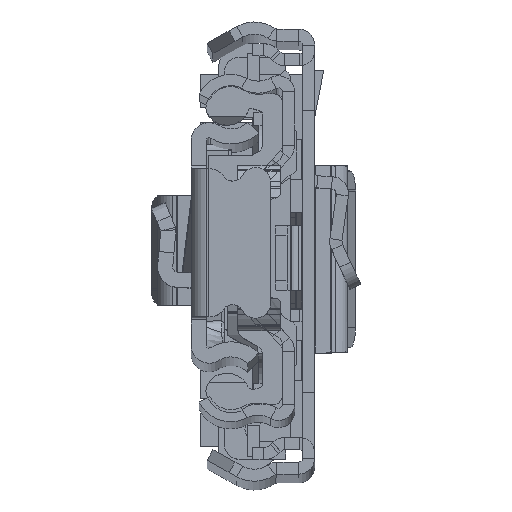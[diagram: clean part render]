
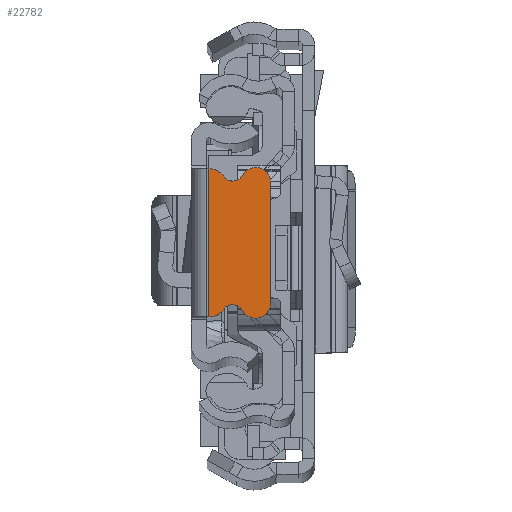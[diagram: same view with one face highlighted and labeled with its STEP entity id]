
A CAD part, top view. The second image highlights one B-rep face of the part: STEP entity #22782.
In plain terms, the highlighted planar face has unit normal (0, 0, 1).
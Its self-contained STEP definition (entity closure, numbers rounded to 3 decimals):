
#1320 = ORIENTED_EDGE ( 'NONE', *, *, #7884, .T. ) ;
#1392 = VERTEX_POINT ( 'NONE', #21852 ) ;
#1507 = CIRCLE ( 'NONE', #28569, 1.5 ) ;
#1807 = EDGE_LOOP ( 'NONE', ( #4887, #7826, #3944, #16067, #32392, #33487, #29104, #1320, #3584, #33090 ) ) ;
#2457 = VERTEX_POINT ( 'NONE', #13416 ) ;
#2557 = CARTESIAN_POINT ( 'NONE',  ( -5.109, -6.713, 0. ) ) ;
#2671 = AXIS2_PLACEMENT_3D ( 'NONE', #27233, #10984, #32518 ) ;
#2765 = CARTESIAN_POINT ( 'NONE',  ( -6.429, 6., 0. ) ) ;
#3241 = LINE ( 'NONE', #10654, #18593 ) ;
#3584 = ORIENTED_EDGE ( 'NONE', *, *, #34075, .T. ) ;
#3636 = VERTEX_POINT ( 'NONE', #20096 ) ;
#3944 = ORIENTED_EDGE ( 'NONE', *, *, #24137, .T. ) ;
#3970 = AXIS2_PLACEMENT_3D ( 'NONE', #10488, #18604, #34276 ) ;
#4849 = CIRCLE ( 'NONE', #5997, 1.5 ) ;
#4887 = ORIENTED_EDGE ( 'NONE', *, *, #20391, .F. ) ;
#4991 = EDGE_CURVE ( 'NONE', #21856, #6136, #17046, .T. ) ;
#5306 = DIRECTION ( 'NONE',  ( 1., 0., 0. ) ) ;
#5997 = AXIS2_PLACEMENT_3D ( 'NONE', #8329, #18757, #29515 ) ;
#6136 = VERTEX_POINT ( 'NONE', #2557 ) ;
#7742 = VERTEX_POINT ( 'NONE', #8433 ) ;
#7826 = ORIENTED_EDGE ( 'NONE', *, *, #8000, .F. ) ;
#7884 = EDGE_CURVE ( 'NONE', #6136, #3636, #19738, .T. ) ;
#8000 = EDGE_CURVE ( 'NONE', #19987, #22996, #3241, .T. ) ;
#8329 = CARTESIAN_POINT ( 'NONE',  ( -1.929, 5.87, 0. ) ) ;
#8433 = CARTESIAN_POINT ( 'NONE',  ( -1.929, -7.37, 0. ) ) ;
#8541 = LINE ( 'NONE', #16862, #20633 ) ;
#9193 = VECTOR ( 'NONE', #32637, 1000. ) ;
#9280 = CARTESIAN_POINT ( 'NONE',  ( -6.429, -6., 0. ) ) ;
#10488 = CARTESIAN_POINT ( 'NONE',  ( -4.142, -7.236, 0. ) ) ;
#10654 = CARTESIAN_POINT ( 'NONE',  ( -1.929, 7.37, 0. ) ) ;
#10984 = DIRECTION ( 'NONE',  ( 0., 0., 1. ) ) ;
#11194 = DIRECTION ( 'NONE',  ( -1., 0., 0. ) ) ;
#12376 = CARTESIAN_POINT ( 'NONE',  ( -1.75, -7.37, 0. ) ) ;
#13242 = VERTEX_POINT ( 'NONE', #19634 ) ;
#13352 = DIRECTION ( 'NONE',  ( -1., 0., 0. ) ) ;
#13416 = CARTESIAN_POINT ( 'NONE',  ( -5.109, 6.713, 0. ) ) ;
#14296 = AXIS2_PLACEMENT_3D ( 'NONE', #9280, #14916, #30800 ) ;
#14916 = DIRECTION ( 'NONE',  ( 0., 0., 1. ) ) ;
#15171 = CARTESIAN_POINT ( 'NONE',  ( -1.75, 7.37, 0. ) ) ;
#15568 = EDGE_CURVE ( 'NONE', #1392, #21856, #25812, .T. ) ;
#16067 = ORIENTED_EDGE ( 'NONE', *, *, #22073, .T. ) ;
#16458 = CARTESIAN_POINT ( 'NONE',  ( -1.929, 7.37, 0. ) ) ;
#16862 = CARTESIAN_POINT ( 'NONE',  ( -1.929, -7.37, 0. ) ) ;
#17046 = CIRCLE ( 'NONE', #14296, 1.5 ) ;
#17535 = DIRECTION ( 'NONE',  ( 0., -1., 0. ) ) ;
#17957 = VERTEX_POINT ( 'NONE', #12376 ) ;
#18593 = VECTOR ( 'NONE', #24577, 1000. ) ;
#18604 = DIRECTION ( 'NONE',  ( 0., 0., -1. ) ) ;
#18757 = DIRECTION ( 'NONE',  ( 0., 0., 1. ) ) ;
#19405 = CARTESIAN_POINT ( 'NONE',  ( -4.142, 7.236, 0. ) ) ;
#19634 = CARTESIAN_POINT ( 'NONE',  ( -3.206, 6.658, 0. ) ) ;
#19635 = VECTOR ( 'NONE', #17535, 1000. ) ;
#19738 = CIRCLE ( 'NONE', #3970, 1.1 ) ;
#19987 = VERTEX_POINT ( 'NONE', #16458 ) ;
#20096 = CARTESIAN_POINT ( 'NONE',  ( -3.206, -6.658, 0. ) ) ;
#20178 = CARTESIAN_POINT ( 'NONE',  ( -7.929, -6., 0. ) ) ;
#20374 = CARTESIAN_POINT ( 'NONE',  ( 492.771, 0., 0. ) ) ;
#20391 = EDGE_CURVE ( 'NONE', #22996, #17957, #21896, .T. ) ;
#20633 = VECTOR ( 'NONE', #11194, 1000. ) ;
#21204 = FACE_OUTER_BOUND ( 'NONE', #1807, .T. ) ;
#21699 = DIRECTION ( 'NONE',  ( 1., 0., 0. ) ) ;
#21852 = CARTESIAN_POINT ( 'NONE',  ( -7.929, 6., 0. ) ) ;
#21856 = VERTEX_POINT ( 'NONE', #34540 ) ;
#21896 = LINE ( 'NONE', #26840, #9193 ) ;
#22073 = EDGE_CURVE ( 'NONE', #13242, #2457, #33166, .T. ) ;
#22782 = ADVANCED_FACE ( 'NONE', ( #21204 ), #29301, .T. ) ;
#22996 = VERTEX_POINT ( 'NONE', #15171 ) ;
#24058 = CIRCLE ( 'NONE', #2671, 1.5 ) ;
#24137 = EDGE_CURVE ( 'NONE', #19987, #13242, #4849, .T. ) ;
#24577 = DIRECTION ( 'NONE',  ( 1., 0., 0. ) ) ;
#25812 = LINE ( 'NONE', #20178, #19635 ) ;
#26840 = CARTESIAN_POINT ( 'NONE',  ( -1.75, 0., 0. ) ) ;
#26947 = DIRECTION ( 'NONE',  ( 0., 0., 1. ) ) ;
#27233 = CARTESIAN_POINT ( 'NONE',  ( -1.929, -5.87, 0. ) ) ;
#27593 = AXIS2_PLACEMENT_3D ( 'NONE', #20374, #31950, #5306 ) ;
#28007 = EDGE_CURVE ( 'NONE', #17957, #7742, #8541, .T. ) ;
#28123 = AXIS2_PLACEMENT_3D ( 'NONE', #19405, #32958, #21699 ) ;
#28569 = AXIS2_PLACEMENT_3D ( 'NONE', #2765, #26947, #13352 ) ;
#29104 = ORIENTED_EDGE ( 'NONE', *, *, #4991, .T. ) ;
#29301 = PLANE ( 'NONE',  #27593 ) ;
#29515 = DIRECTION ( 'NONE',  ( -1., 0., 0. ) ) ;
#30416 = EDGE_CURVE ( 'NONE', #2457, #1392, #1507, .T. ) ;
#30800 = DIRECTION ( 'NONE',  ( 1., 0., 0. ) ) ;
#31950 = DIRECTION ( 'NONE',  ( 0., 0., 1. ) ) ;
#32392 = ORIENTED_EDGE ( 'NONE', *, *, #30416, .T. ) ;
#32518 = DIRECTION ( 'NONE',  ( 1., 0., 0. ) ) ;
#32637 = DIRECTION ( 'NONE',  ( 0., -1., 0. ) ) ;
#32958 = DIRECTION ( 'NONE',  ( 0., 0., -1. ) ) ;
#33090 = ORIENTED_EDGE ( 'NONE', *, *, #28007, .F. ) ;
#33166 = CIRCLE ( 'NONE', #28123, 1.1 ) ;
#33487 = ORIENTED_EDGE ( 'NONE', *, *, #15568, .T. ) ;
#34075 = EDGE_CURVE ( 'NONE', #3636, #7742, #24058, .T. ) ;
#34276 = DIRECTION ( 'NONE',  ( -1., 0., 0. ) ) ;
#34540 = CARTESIAN_POINT ( 'NONE',  ( -7.929, -6., 0. ) ) ;
